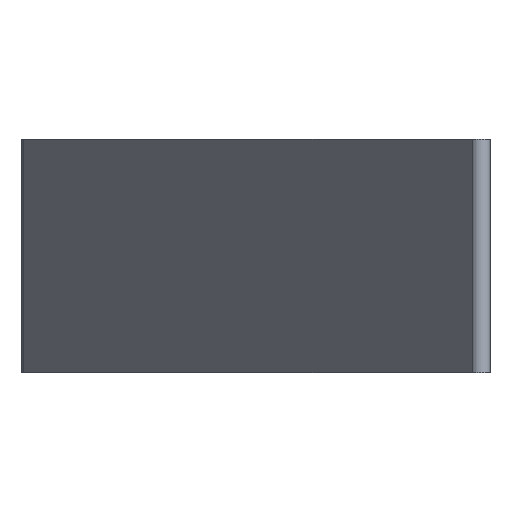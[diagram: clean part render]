
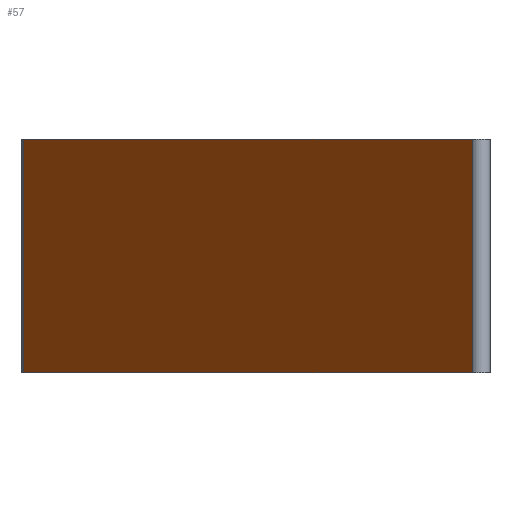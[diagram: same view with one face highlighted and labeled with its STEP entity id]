
A CAD part, left-side view. The second image highlights one B-rep face of the part: STEP entity #57.
In plain terms, the highlighted planar face has unit normal (-0.574, 0.819, 0).
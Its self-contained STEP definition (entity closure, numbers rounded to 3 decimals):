
#46=FACE_OUTER_BOUND('',#80,.T.);
#57=ADVANCED_FACE('',(#46),#66,.T.);
#66=PLANE('',#387);
#80=EDGE_LOOP('',(#123,#124,#125,#126));
#123=ORIENTED_EDGE('',*,*,#203,.T.);
#124=ORIENTED_EDGE('',*,*,#204,.T.);
#125=ORIENTED_EDGE('',*,*,#205,.T.);
#126=ORIENTED_EDGE('',*,*,#184,.T.);
#160=VERTEX_POINT('',#520);
#161=VERTEX_POINT('',#522);
#174=VERTEX_POINT('',#558);
#175=VERTEX_POINT('',#562);
#184=EDGE_CURVE('',#161,#160,#279,.T.);
#203=EDGE_CURVE('',#160,#174,#288,.T.);
#204=EDGE_CURVE('',#174,#175,#289,.T.);
#205=EDGE_CURVE('',#175,#161,#290,.T.);
#279=LINE('',#521,#301);
#288=LINE('',#559,#310);
#289=LINE('',#561,#311);
#290=LINE('',#563,#312);
#301=VECTOR('',#428,1.);
#310=VECTOR('',#467,1.);
#311=VECTOR('',#470,1.);
#312=VECTOR('',#471,1.);
#387=AXIS2_PLACEMENT_3D('',#564,#472,#473);
#428=DIRECTION('',(0.819,0.574,0.));
#467=DIRECTION('',(0.,0.,-1.));
#470=DIRECTION('',(-0.819,-0.574,0.));
#471=DIRECTION('',(0.,0.,1.));
#472=DIRECTION('',(-0.574,0.819,0.));
#473=DIRECTION('',(0.819,0.574,0.));
#520=CARTESIAN_POINT('',(-1.553,4.726,0.));
#521=CARTESIAN_POINT('',(-14.585,-4.399,0.));
#522=CARTESIAN_POINT('',(-14.585,-4.399,0.));
#558=CARTESIAN_POINT('',(-1.553,4.726,-4.76));
#559=CARTESIAN_POINT('',(-1.553,4.726,0.));
#561=CARTESIAN_POINT('',(-1.553,4.726,-4.76));
#562=CARTESIAN_POINT('',(-14.585,-4.399,-4.76));
#563=CARTESIAN_POINT('',(-14.585,-4.399,-4.76));
#564=CARTESIAN_POINT('',(-1.553,4.726,0.));
